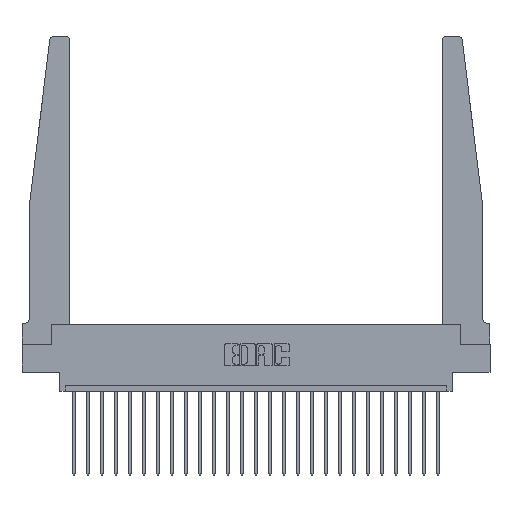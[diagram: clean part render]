
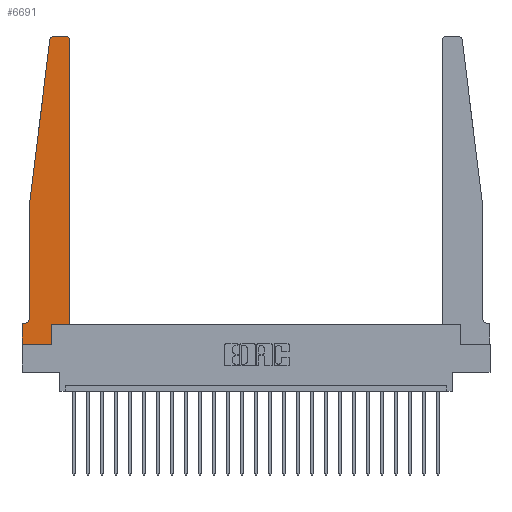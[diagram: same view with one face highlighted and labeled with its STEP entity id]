
A CAD part, top view. The second image highlights one B-rep face of the part: STEP entity #6691.
In plain terms, the highlighted planar face has unit normal (0, 0, 1).
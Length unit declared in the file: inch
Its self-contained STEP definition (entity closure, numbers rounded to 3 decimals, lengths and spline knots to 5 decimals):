
#659 = AXIS2_PLACEMENT_3D ( 'NONE', #6185, #15297, #4358 ) ;
#854 = VECTOR ( 'NONE', #14032, 39.37008 ) ;
#972 = VERTEX_POINT ( 'NONE', #13844 ) ;
#1043 = ORIENTED_EDGE ( 'NONE', *, *, #21548, .T. ) ;
#1752 = VERTEX_POINT ( 'NONE', #14134 ) ;
#1753 = CARTESIAN_POINT ( 'NONE',  ( 0.395, 2.72, 0.37 ) ) ;
#1852 = VECTOR ( 'NONE', #12069, 39.37008 ) ;
#2398 = LINE ( 'NONE', #13393, #6389 ) ;
#2809 = ORIENTED_EDGE ( 'NONE', *, *, #14472, .T. ) ;
#2842 = EDGE_CURVE ( 'NONE', #16087, #13863, #10635, .T. ) ;
#3045 = CARTESIAN_POINT ( 'NONE',  ( 0.2605, 0.18, 0.37 ) ) ;
#3271 = CARTESIAN_POINT ( 'NONE',  ( 0.27653, 2.72, 0.37 ) ) ;
#3412 = EDGE_CURVE ( 'NONE', #21247, #972, #8559, .T. ) ;
#3590 = DIRECTION ( 'NONE',  ( 1., 0., 0. ) ) ;
#3707 = ORIENTED_EDGE ( 'NONE', *, *, #16686, .T. ) ;
#3717 = ORIENTED_EDGE ( 'NONE', *, *, #6238, .T. ) ;
#3779 = EDGE_LOOP ( 'NONE', ( #1043, #20046, #3717, #14298, #2809, #14934, #3707, #7024, #9688, #22196, #6683, #6431 ) ) ;
#4088 = DIRECTION ( 'NONE',  ( -1., 0., 0. ) ) ;
#4237 = CARTESIAN_POINT ( 'NONE',  ( 0.27653, 2.75, 0.37 ) ) ;
#4358 = DIRECTION ( 'NONE',  ( 1., 0., 0. ) ) ;
#4901 = CARTESIAN_POINT ( 'NONE',  ( 0.065, 1.25, 0.37 ) ) ;
#5219 = DIRECTION ( 'NONE',  ( 0., -1., 0. ) ) ;
#5316 = DIRECTION ( 'NONE',  ( 0., 1., 0. ) ) ;
#5813 = VECTOR ( 'NONE', #5219, 39.37008 ) ;
#6185 = CARTESIAN_POINT ( 'NONE',  ( 0., 0.1875, 0.37 ) ) ;
#6238 = EDGE_CURVE ( 'NONE', #22246, #16087, #12112, .T. ) ;
#6389 = VECTOR ( 'NONE', #15012, 39.37008 ) ;
#6431 = ORIENTED_EDGE ( 'NONE', *, *, #3412, .T. ) ;
#6492 = EDGE_CURVE ( 'NONE', #20915, #1752, #2398, .T. ) ;
#6662 = CARTESIAN_POINT ( 'NONE',  ( 0.425, 0.18, 0.37 ) ) ;
#6683 = ORIENTED_EDGE ( 'NONE', *, *, #18400, .T. ) ;
#6691 = ADVANCED_FACE ( 'NONE', ( #9231 ), #13372, .T. ) ;
#6935 = CARTESIAN_POINT ( 'NONE',  ( 0., 0., 0.37 ) ) ;
#7024 = ORIENTED_EDGE ( 'NONE', *, *, #9667, .T. ) ;
#7161 = CARTESIAN_POINT ( 'NONE',  ( 0.24675, 2.72367, 0.37 ) ) ;
#7325 = DIRECTION ( 'NONE',  ( 0., 0., 1. ) ) ;
#7659 = CARTESIAN_POINT ( 'NONE',  ( 0.015, 0.2375, 0.37 ) ) ;
#7727 = CIRCLE ( 'NONE', #12762, 0.03 ) ;
#7731 = DIRECTION ( 'NONE',  ( 0., 0., -1. ) ) ;
#8031 = EDGE_CURVE ( 'NONE', #18016, #22246, #7727, .T. ) ;
#8559 = CIRCLE ( 'NONE', #13779, 0.03 ) ;
#8775 = CARTESIAN_POINT ( 'NONE',  ( 0.2605, 0.18, 0.37 ) ) ;
#9214 = VECTOR ( 'NONE', #18290, 39.37008 ) ;
#9231 = FACE_OUTER_BOUND ( 'NONE', #3779, .T. ) ;
#9331 = LINE ( 'NONE', #15937, #12996 ) ;
#9667 = EDGE_CURVE ( 'NONE', #21045, #14190, #20564, .T. ) ;
#9688 = ORIENTED_EDGE ( 'NONE', *, *, #21061, .T. ) ;
#10355 = DIRECTION ( 'NONE',  ( 1., 0., 0. ) ) ;
#10559 = VECTOR ( 'NONE', #20064, 39.37008 ) ;
#10635 = LINE ( 'NONE', #17856, #5813 ) ;
#11333 = CARTESIAN_POINT ( 'NONE',  ( 0.015, 0.1875, 0.37 ) ) ;
#12069 = DIRECTION ( 'NONE',  ( -0.122, -0.992, 0. ) ) ;
#12112 = LINE ( 'NONE', #4901, #1852 ) ;
#12762 = AXIS2_PLACEMENT_3D ( 'NONE', #3271, #19504, #10355 ) ;
#12996 = VECTOR ( 'NONE', #19609, 39.37008 ) ;
#13104 = VECTOR ( 'NONE', #16050, 39.37008 ) ;
#13372 = PLANE ( 'NONE',  #659 ) ;
#13393 = CARTESIAN_POINT ( 'NONE',  ( 0.425, 0.18, 0.37 ) ) ;
#13423 = LINE ( 'NONE', #6662, #854 ) ;
#13432 = LINE ( 'NONE', #8775, #17459 ) ;
#13779 = AXIS2_PLACEMENT_3D ( 'NONE', #1753, #7325, #3590 ) ;
#13844 = CARTESIAN_POINT ( 'NONE',  ( 0.395, 2.75, 0.37 ) ) ;
#13863 = VERTEX_POINT ( 'NONE', #16893 ) ;
#14032 = DIRECTION ( 'NONE',  ( 0., 1., 0. ) ) ;
#14134 = CARTESIAN_POINT ( 'NONE',  ( 0.425, 0.18, 0.37 ) ) ;
#14189 = VERTEX_POINT ( 'NONE', #22998 ) ;
#14190 = VERTEX_POINT ( 'NONE', #21204 ) ;
#14298 = ORIENTED_EDGE ( 'NONE', *, *, #2842, .T. ) ;
#14446 = CARTESIAN_POINT ( 'NONE',  ( 0., 0., 0.37 ) ) ;
#14472 = EDGE_CURVE ( 'NONE', #13863, #15614, #23617, .T. ) ;
#14554 = CARTESIAN_POINT ( 'NONE',  ( 0.25, 2.75, 0.37 ) ) ;
#14558 = CARTESIAN_POINT ( 'NONE',  ( 0.065, 1.25, 0.37 ) ) ;
#14934 = ORIENTED_EDGE ( 'NONE', *, *, #19264, .T. ) ;
#15012 = DIRECTION ( 'NONE',  ( 1., 0., 0. ) ) ;
#15297 = DIRECTION ( 'NONE',  ( 0., 0., 1. ) ) ;
#15614 = VERTEX_POINT ( 'NONE', #11333 ) ;
#15937 = CARTESIAN_POINT ( 'NONE',  ( 0.065, 0.1875, 0.37 ) ) ;
#16050 = DIRECTION ( 'NONE',  ( 1., 0., 0. ) ) ;
#16087 = VERTEX_POINT ( 'NONE', #14558 ) ;
#16686 = EDGE_CURVE ( 'NONE', #14189, #21045, #22108, .T. ) ;
#16893 = CARTESIAN_POINT ( 'NONE',  ( 0.065, 0.2375, 0.37 ) ) ;
#17189 = CARTESIAN_POINT ( 'NONE',  ( 0.425, 2.72, 0.37 ) ) ;
#17459 = VECTOR ( 'NONE', #5316, 39.37008 ) ;
#17856 = CARTESIAN_POINT ( 'NONE',  ( 0.065, 1.25, 0.37 ) ) ;
#18016 = VERTEX_POINT ( 'NONE', #4237 ) ;
#18290 = DIRECTION ( 'NONE',  ( 0., -1., 0. ) ) ;
#18400 = EDGE_CURVE ( 'NONE', #1752, #21247, #13423, .T. ) ;
#18596 = LINE ( 'NONE', #14554, #10559 ) ;
#19264 = EDGE_CURVE ( 'NONE', #15614, #14189, #9331, .T. ) ;
#19504 = DIRECTION ( 'NONE',  ( 0., 0., 1. ) ) ;
#19609 = DIRECTION ( 'NONE',  ( -1., 0., 0. ) ) ;
#20046 = ORIENTED_EDGE ( 'NONE', *, *, #8031, .T. ) ;
#20064 = DIRECTION ( 'NONE',  ( -1., 0., 0. ) ) ;
#20210 = AXIS2_PLACEMENT_3D ( 'NONE', #7659, #7731, #4088 ) ;
#20564 = LINE ( 'NONE', #23376, #13104 ) ;
#20915 = VERTEX_POINT ( 'NONE', #3045 ) ;
#21045 = VERTEX_POINT ( 'NONE', #6935 ) ;
#21061 = EDGE_CURVE ( 'NONE', #14190, #20915, #13432, .T. ) ;
#21204 = CARTESIAN_POINT ( 'NONE',  ( 0.2605, 0., 0.37 ) ) ;
#21247 = VERTEX_POINT ( 'NONE', #17189 ) ;
#21548 = EDGE_CURVE ( 'NONE', #972, #18016, #18596, .T. ) ;
#22108 = LINE ( 'NONE', #14446, #9214 ) ;
#22196 = ORIENTED_EDGE ( 'NONE', *, *, #6492, .T. ) ;
#22246 = VERTEX_POINT ( 'NONE', #7161 ) ;
#22998 = CARTESIAN_POINT ( 'NONE',  ( 0., 0.1875, 0.37 ) ) ;
#23376 = CARTESIAN_POINT ( 'NONE',  ( 0., 0., 0.37 ) ) ;
#23617 = CIRCLE ( 'NONE', #20210, 0.05 ) ;
